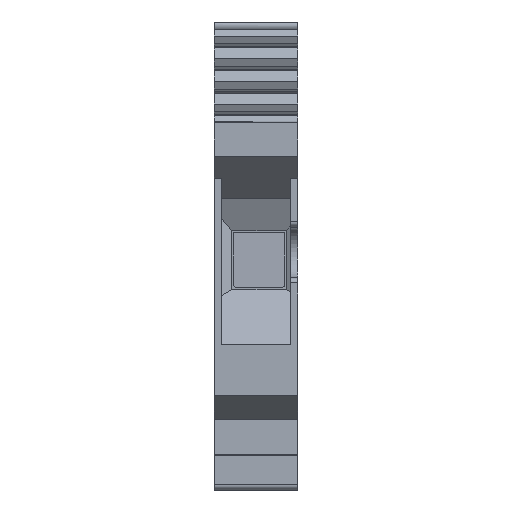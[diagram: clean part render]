
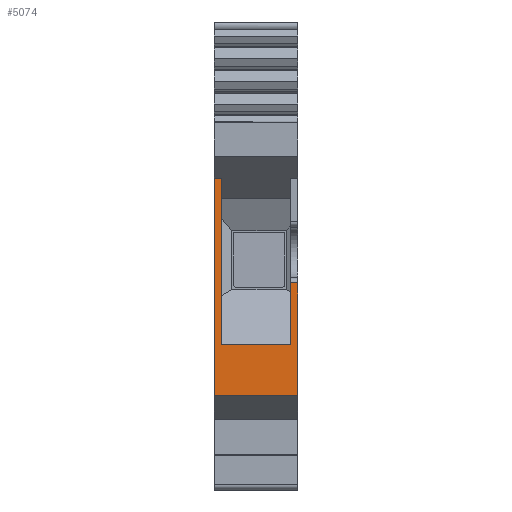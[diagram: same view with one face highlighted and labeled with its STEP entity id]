
A CAD part, left-side view. The second image highlights one B-rep face of the part: STEP entity #5074.
In plain terms, the highlighted planar face has unit normal (-1, 0, 0).
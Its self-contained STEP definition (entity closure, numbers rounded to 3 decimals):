
#690=ORIENTED_EDGE('',*,*,#2197,.T.);
#691=ORIENTED_EDGE('',*,*,#1865,.F.);
#692=ORIENTED_EDGE('',*,*,#2198,.F.);
#693=ORIENTED_EDGE('',*,*,#2048,.T.);
#694=ORIENTED_EDGE('',*,*,#2199,.F.);
#695=ORIENTED_EDGE('',*,*,#2200,.F.);
#696=ORIENTED_EDGE('',*,*,#2201,.T.);
#697=ORIENTED_EDGE('',*,*,#2202,.T.);
#1865=EDGE_CURVE('',#2624,#2625,#3110,.T.);
#2048=EDGE_CURVE('',#2808,#2807,#3257,.T.);
#2197=EDGE_CURVE('',#2943,#2625,#3366,.T.);
#2198=EDGE_CURVE('',#2808,#2624,#3367,.T.);
#2199=EDGE_CURVE('',#2944,#2807,#3368,.T.);
#2200=EDGE_CURVE('',#2945,#2944,#3369,.T.);
#2201=EDGE_CURVE('',#2945,#2946,#3370,.T.);
#2202=EDGE_CURVE('',#2946,#2943,#3371,.T.);
#2624=VERTEX_POINT('',#7405);
#2625=VERTEX_POINT('',#7407);
#2807=VERTEX_POINT('',#7772);
#2808=VERTEX_POINT('',#7774);
#2943=VERTEX_POINT('',#8065);
#2944=VERTEX_POINT('',#8068);
#2945=VERTEX_POINT('',#8070);
#2946=VERTEX_POINT('',#8072);
#3110=LINE('',#7406,#3712);
#3257=LINE('',#7773,#3859);
#3366=LINE('',#8064,#3968);
#3367=LINE('',#8066,#3969);
#3368=LINE('',#8067,#3970);
#3369=LINE('',#8069,#3971);
#3370=LINE('',#8071,#3972);
#3371=LINE('',#8073,#3973);
#3712=VECTOR('',#5900,1000.);
#3859=VECTOR('',#6121,1000.);
#3968=VECTOR('',#6324,1000.);
#3969=VECTOR('',#6325,1000.);
#3970=VECTOR('',#6326,1000.);
#3971=VECTOR('',#6327,1000.);
#3972=VECTOR('',#6328,1000.);
#3973=VECTOR('',#6329,1000.);
#4273=EDGE_LOOP('',(#690,#691,#692,#693,#694,#695,#696,#697));
#4577=FACE_BOUND('',#4273,.T.);
#4876=PLANE('',#5468);
#5074=ADVANCED_FACE('',(#4577),#4876,.T.);
#5468=AXIS2_PLACEMENT_3D('',#8063,#6322,#6323);
#5900=DIRECTION('',(0.,0.,1.));
#6121=DIRECTION('',(0.,0.,1.));
#6322=DIRECTION('',(-1.,0.,0.));
#6323=DIRECTION('',(0.,0.,-1.));
#6324=DIRECTION('',(0.,1.,0.));
#6325=DIRECTION('',(0.,1.,0.));
#6326=DIRECTION('',(0.,-1.,0.));
#6327=DIRECTION('',(0.,0.,1.));
#6328=DIRECTION('',(0.,1.,0.));
#6329=DIRECTION('',(0.,0.,1.));
#7405=CARTESIAN_POINT('',(-21.5,0.,-36.7));
#7406=CARTESIAN_POINT('',(-21.5,0.,-34.7));
#7407=CARTESIAN_POINT('',(-21.5,0.,-15.336));
#7772=CARTESIAN_POINT('',(-21.5,-8.2,-25.65));
#7773=CARTESIAN_POINT('',(-21.5,-8.2,-1.8));
#7774=CARTESIAN_POINT('',(-21.5,-8.2,-36.7));
#8063=CARTESIAN_POINT('',(-21.5,-8.2,-32.7));
#8064=CARTESIAN_POINT('',(-21.5,-8.2,-15.336));
#8065=CARTESIAN_POINT('',(-21.5,-0.7,-15.336));
#8066=CARTESIAN_POINT('',(-21.5,-54.096,-36.7));
#8067=CARTESIAN_POINT('',(-21.5,52.436,-25.65));
#8068=CARTESIAN_POINT('',(-21.5,-7.5,-25.65));
#8069=CARTESIAN_POINT('',(-21.5,-7.5,-31.662));
#8070=CARTESIAN_POINT('',(-21.5,-7.5,-31.662));
#8071=CARTESIAN_POINT('',(-21.5,-7.5,-31.662));
#8072=CARTESIAN_POINT('',(-21.5,-0.7,-31.662));
#8073=CARTESIAN_POINT('',(-21.5,-0.7,-31.662));
